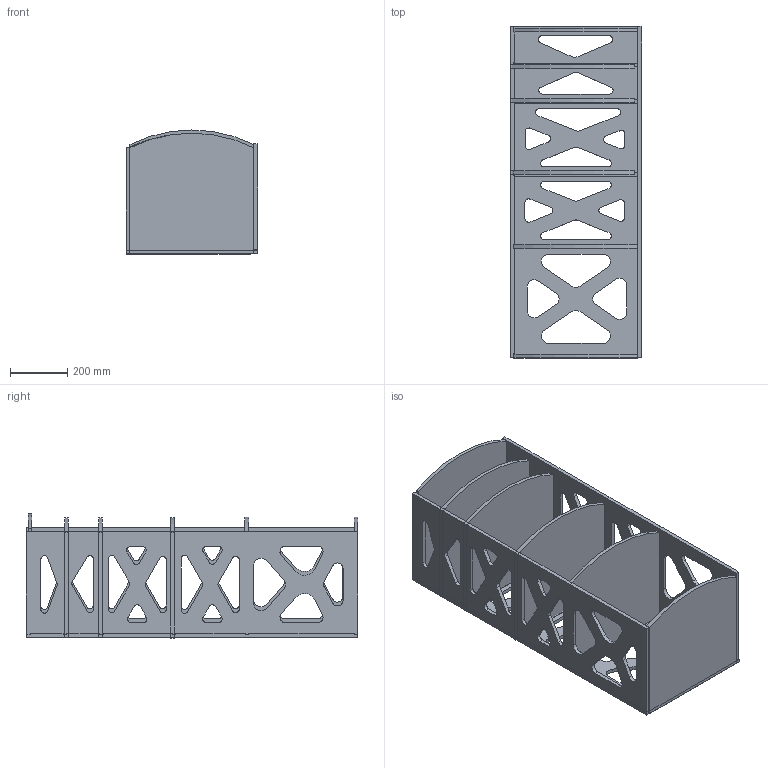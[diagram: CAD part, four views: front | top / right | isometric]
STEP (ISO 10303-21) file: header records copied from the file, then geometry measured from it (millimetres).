
FILE_DESCRIPTION(/* description */ (''),/* implementation_level */ '2;1');
FILE_NAME(/* name */ 'CurvyShelfAssembly v3.step',/* time_stamp */ '2018-06-26T22:28:51-06:00',/* author */ ('2095478'),/* organization */ (''),/* preprocessor_version */ 'ST-DEVELOPER v17',/* originating_system */ 'Autodesk Translation Framework v7.1.0.215',/* authorisation */ '');
FILE_SCHEMA (('AUTOMOTIVE_DESIGN { 1 0 10303 214 3 1 1 }'));
Length unit declared in the file: millimetre
Products named in the file (4): CurvyShelfAssembly; CurvyShelf; ShelfSide; ShelfBack
Assembly tree (9 placements, depth 2):
  CurvyShelfAssembly
    CurvyShelf  x6
    ShelfSide  x2
    ShelfBack
Bounding box: 457.58 x 1157.44 x 432.97 mm (x, y, z)
Volume: 25869086.6 mm3; surface area: 4575652.9 mm2
Topology: 9 solids, 9 shells, 366 faces, 1044 edges, 696 vertices
Faces by surface type: plane 234, cylinder 132
Entity records: 7771 total; most frequent: CARTESIAN_POINT 1339, ORIENTED_EDGE 1320, DIRECTION 1308, EDGE_CURVE 660, LINE 490, VECTOR 490, VERTEX_POINT 440, AXIS2_PLACEMENT_3D 409
